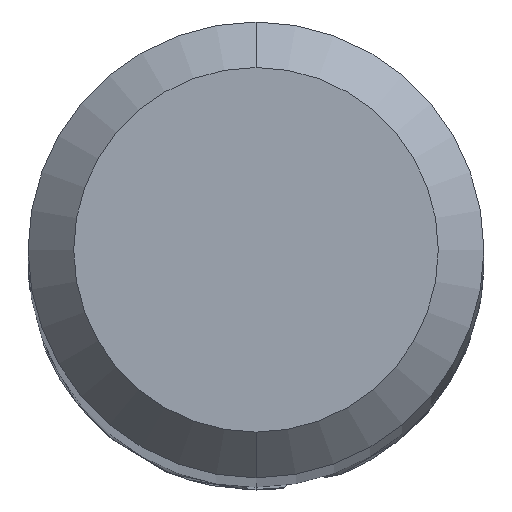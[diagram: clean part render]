
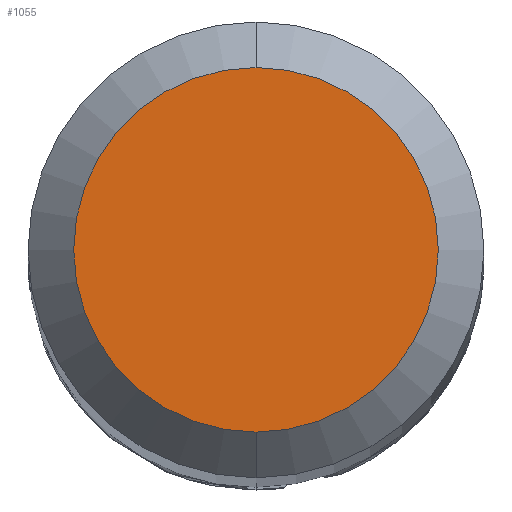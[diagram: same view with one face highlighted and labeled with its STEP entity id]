
A CAD part, top view. The second image highlights one B-rep face of the part: STEP entity #1055.
In plain terms, the highlighted planar face has unit normal (0, 0, 1).
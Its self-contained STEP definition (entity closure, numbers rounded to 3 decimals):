
#649=VERTEX_POINT('',#1767);
#747=VERTEX_POINT('',#1875);
#1055=ADVANCED_FACE('',(#2207),#2208,.T.);
#1079=EDGE_CURVE('',#649,#747,#2235,.T.);
#1273=EDGE_CURVE('',#747,#649,#2442,.T.);
#1767=CARTESIAN_POINT('',(0.0,1.2,0.0));
#1875=CARTESIAN_POINT('',(0.,-1.2,0.0));
#2207=FACE_OUTER_BOUND('',#5377,.T.);
#2208=PLANE('',#5378);
#2235=CIRCLE('',#5650,1.2);
#2442=CIRCLE('',#6596,1.2);
#5377=EDGE_LOOP('',(#9909,#9910));
#5378=AXIS2_PLACEMENT_3D('',#9911,#9912,#9913);
#5650=AXIS2_PLACEMENT_3D('',#9940,#9941,#9942);
#6596=AXIS2_PLACEMENT_3D('',#10111,#10112,#10113);
#9909=ORIENTED_EDGE('',*,*,#1079,.F.);
#9910=ORIENTED_EDGE('',*,*,#1273,.F.);
#9911=CARTESIAN_POINT('',(0.0,0.6,0.0));
#9912=DIRECTION('',(-0.0,0.0,1.0));
#9913=DIRECTION('',(0.0,-1.0,0.0));
#9940=CARTESIAN_POINT('',(0.0,0.0,0.0));
#9941=DIRECTION('',(0.0,0.0,-1.0));
#9942=DIRECTION('',(0.0,1.0,0.0));
#10111=CARTESIAN_POINT('',(0.0,0.0,0.0));
#10112=DIRECTION('',(0.0,0.0,-1.0));
#10113=DIRECTION('',(0.0,1.0,0.0));
